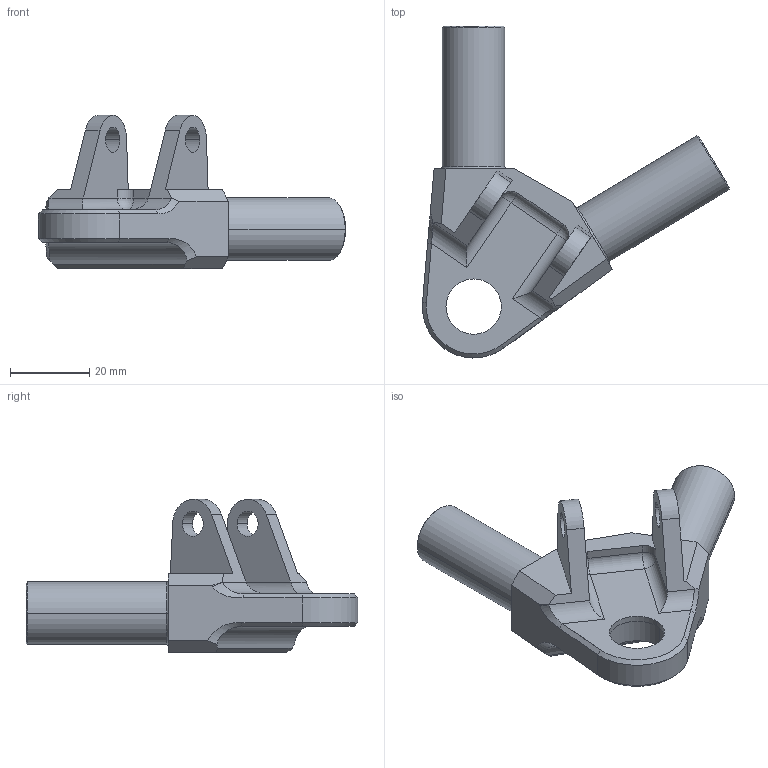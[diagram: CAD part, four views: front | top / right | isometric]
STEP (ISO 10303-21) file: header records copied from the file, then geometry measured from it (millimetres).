
FILE_DESCRIPTION(('CATIA V5 STEP Exchange'),'2;1');
FILE_NAME('SU_03003 (Rear Upper Rod-End Support).stp','2019-12-06T02:03:09+00:00',('none'),('none'),'CATIA Version 5 Release 19 SP 2 (IN-10)','CATIA V5 STEP AP203','none');
FILE_SCHEMA(('CONFIG_CONTROL_DESIGN'));
Length unit declared in the file: millimetre
Products named in the file (1): SU_03003
Bounding box: 77.72 x 84 x 38.8 mm (x, y, z)
Volume: 30729.7 mm3; surface area: 12710 mm2
Topology: 1 solids, 1 shells, 84 faces, 211 edges, 132 vertices
Faces by surface type: plane 27, cylinder 27, cone 14, bspline 10, torus 4, sphere 2
Entity records: 4083 total; most frequent: CARTESIAN_POINT 2223, ORIENTED_EDGE 410, DIRECTION 288, EDGE_CURVE 205, VERTEX_POINT 128, AXIS2_PLACEMENT_3D 126, VECTOR 104, LINE 104
